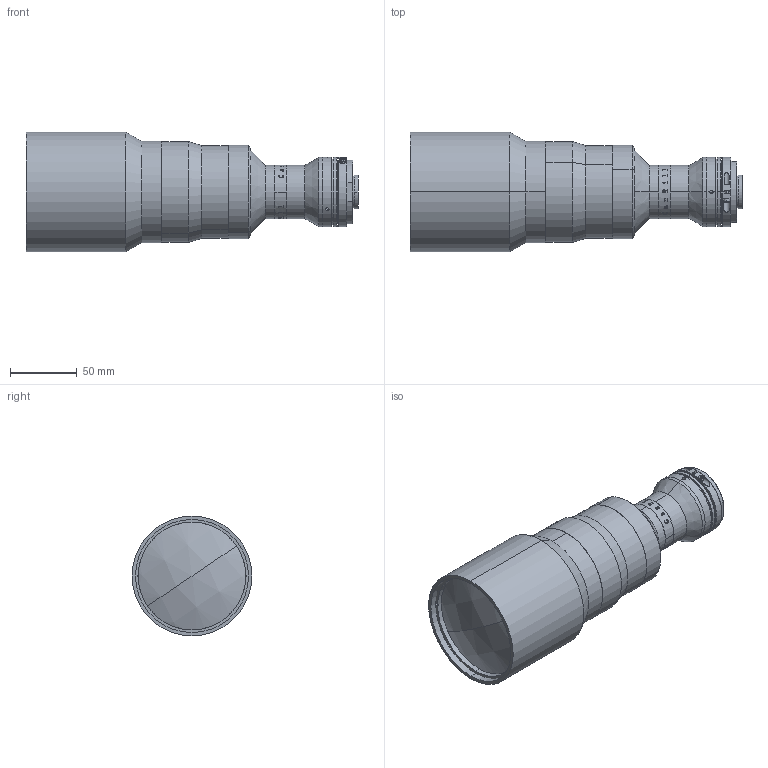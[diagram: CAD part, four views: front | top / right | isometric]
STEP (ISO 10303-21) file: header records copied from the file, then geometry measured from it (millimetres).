
FILE_DESCRIPTION (( 'STEP AP203' ), '1' );
FILE_NAME ('XF-PTL06519-C-(HD).STEP', '2019-02-15T05:37:23', ( 'zhanghp' ), ( '' ), 'SwSTEP 2.0', 'SolidWorks 2014', '' );
FILE_SCHEMA (( 'CONFIG_CONTROL_DESIGN' ));
Length unit declared in the file: millimetre
Products named in the file (1): XF-PTL06519-C-(HD)
Bounding box: 249.58 x 90 x 90 mm (x, y, z)
Surface area: 81779.2 mm2 (no closed solid volume)
Topology: 0 solids, 35 shells, 157 faces, 905 edges, 789 vertices
Faces by surface type: cylinder 80, plane 53, cone 10, torus 10, sphere 4
Entity records: 14812 total; most frequent: CARTESIAN_POINT 8154, DIRECTION 1279, ORIENTED_EDGE 1162, EDGE_CURVE 905, VERTEX_POINT 789, AXIS2_PLACEMENT_3D 498, CIRCLE 340, VECTOR 283
